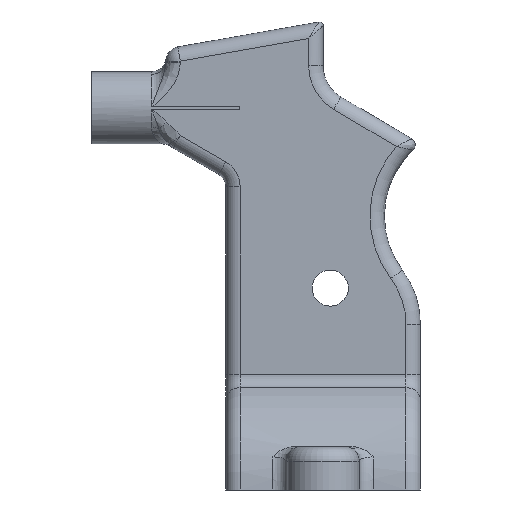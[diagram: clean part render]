
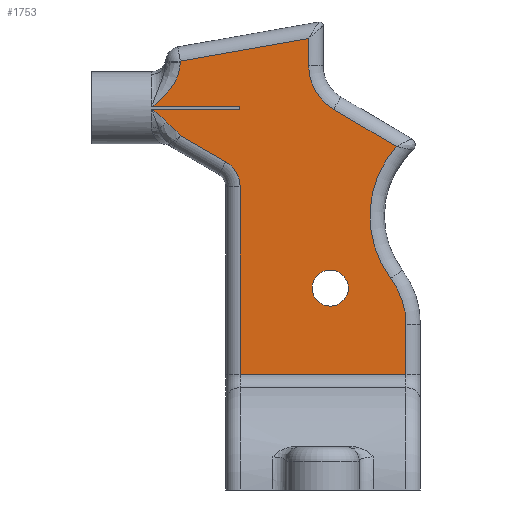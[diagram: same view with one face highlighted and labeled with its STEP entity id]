
A CAD part, front view. The second image highlights one B-rep face of the part: STEP entity #1753.
In plain terms, the highlighted planar face has unit normal (0, -1, 0).
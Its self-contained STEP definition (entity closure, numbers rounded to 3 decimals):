
#81=B_SPLINE_CURVE_WITH_KNOTS('',3,(#2940,#2941,#2942,#2943,#2944,#2945),
 .UNSPECIFIED.,.F.,.F.,(4,1,1,4),(0.,0.001,0.001,
0.003),.UNSPECIFIED.);
#82=B_SPLINE_CURVE_WITH_KNOTS('',3,(#2947,#2948,#2949,#2950,#2951),
 .UNSPECIFIED.,.F.,.F.,(4,1,4),(0.,0.001,0.003),
 .UNSPECIFIED.);
#83=B_SPLINE_CURVE_WITH_KNOTS('',3,(#2977,#2978,#2979,#2980,#2981,#2982,
#2983,#2984,#2985,#2986),.UNSPECIFIED.,.F.,.F.,(4,1,1,1,1,1,1,4),(0.,0.002,
0.004,0.005,0.006,0.007,
0.007,0.007),.UNSPECIFIED.);
#185=CIRCLE('',#1920,2.5);
#186=CIRCLE('',#1921,4.);
#187=CIRCLE('',#1922,10.5);
#188=CIRCLE('',#1923,14.5);
#189=CIRCLE('',#1924,7.);
#386=ORIENTED_EDGE('',*,*,#926,.F.);
#387=ORIENTED_EDGE('',*,*,#927,.T.);
#388=ORIENTED_EDGE('',*,*,#928,.T.);
#389=ORIENTED_EDGE('',*,*,#929,.T.);
#390=ORIENTED_EDGE('',*,*,#930,.T.);
#391=ORIENTED_EDGE('',*,*,#931,.T.);
#392=ORIENTED_EDGE('',*,*,#932,.T.);
#393=ORIENTED_EDGE('',*,*,#933,.T.);
#394=ORIENTED_EDGE('',*,*,#934,.T.);
#395=ORIENTED_EDGE('',*,*,#935,.T.);
#396=ORIENTED_EDGE('',*,*,#936,.T.);
#397=ORIENTED_EDGE('',*,*,#937,.T.);
#398=ORIENTED_EDGE('',*,*,#938,.T.);
#399=ORIENTED_EDGE('',*,*,#939,.T.);
#400=ORIENTED_EDGE('',*,*,#940,.T.);
#401=ORIENTED_EDGE('',*,*,#941,.T.);
#402=ORIENTED_EDGE('',*,*,#942,.T.);
#403=ORIENTED_EDGE('',*,*,#943,.T.);
#404=ORIENTED_EDGE('',*,*,#944,.F.);
#926=EDGE_CURVE('',#1193,#1193,#185,.T.);
#927=EDGE_CURVE('',#1194,#1195,#1311,.T.);
#928=EDGE_CURVE('',#1195,#1196,#81,.T.);
#929=EDGE_CURVE('',#1196,#1197,#82,.T.);
#930=EDGE_CURVE('',#1197,#1198,#1312,.F.);
#931=EDGE_CURVE('',#1198,#1199,#186,.F.);
#932=EDGE_CURVE('',#1199,#1200,#1313,.T.);
#933=EDGE_CURVE('',#1200,#1201,#1314,.T.);
#934=EDGE_CURVE('',#1201,#1202,#1315,.T.);
#935=EDGE_CURVE('',#1202,#1203,#187,.T.);
#936=EDGE_CURVE('',#1203,#1204,#188,.F.);
#937=EDGE_CURVE('',#1204,#1205,#1316,.F.);
#938=EDGE_CURVE('',#1205,#1206,#189,.F.);
#939=EDGE_CURVE('',#1206,#1207,#1317,.F.);
#940=EDGE_CURVE('',#1207,#1208,#1318,.T.);
#941=EDGE_CURVE('',#1208,#1209,#1319,.T.);
#942=EDGE_CURVE('',#1209,#1210,#83,.T.);
#943=EDGE_CURVE('',#1210,#1211,#1320,.F.);
#944=EDGE_CURVE('',#1194,#1211,#1321,.T.);
#1193=VERTEX_POINT('',#2936);
#1194=VERTEX_POINT('',#2938);
#1195=VERTEX_POINT('',#2939);
#1196=VERTEX_POINT('',#2946);
#1197=VERTEX_POINT('',#2952);
#1198=VERTEX_POINT('',#2954);
#1199=VERTEX_POINT('',#2956);
#1200=VERTEX_POINT('',#2958);
#1201=VERTEX_POINT('',#2960);
#1202=VERTEX_POINT('',#2962);
#1203=VERTEX_POINT('',#2964);
#1204=VERTEX_POINT('',#2966);
#1205=VERTEX_POINT('',#2968);
#1206=VERTEX_POINT('',#2970);
#1207=VERTEX_POINT('',#2972);
#1208=VERTEX_POINT('',#2974);
#1209=VERTEX_POINT('',#2976);
#1210=VERTEX_POINT('',#2987);
#1211=VERTEX_POINT('',#2989);
#1311=LINE('',#2937,#1406);
#1312=LINE('',#2953,#1407);
#1313=LINE('',#2957,#1408);
#1314=LINE('',#2959,#1409);
#1315=LINE('',#2961,#1410);
#1316=LINE('',#2967,#1411);
#1317=LINE('',#2971,#1412);
#1318=LINE('',#2973,#1413);
#1319=LINE('',#2975,#1414);
#1320=LINE('',#2988,#1415);
#1321=LINE('',#2990,#1416);
#1406=VECTOR('',#2268,1000.);
#1407=VECTOR('',#2269,1000.);
#1408=VECTOR('',#2272,1000.);
#1409=VECTOR('',#2273,1000.);
#1410=VECTOR('',#2274,1000.);
#1411=VECTOR('',#2279,1000.);
#1412=VECTOR('',#2282,1000.);
#1413=VECTOR('',#2283,1000.);
#1414=VECTOR('',#2284,1000.);
#1415=VECTOR('',#2285,1000.);
#1416=VECTOR('',#2286,1000.);
#1464=EDGE_LOOP('',(#386));
#1465=EDGE_LOOP('',(#387,#388,#389,#390,#391,#392,#393,#394,#395,#396,#397,
#398,#399,#400,#401,#402,#403,#404));
#1595=FACE_BOUND('',#1464,.T.);
#1596=FACE_BOUND('',#1465,.T.);
#1717=PLANE('',#1919);
#1753=ADVANCED_FACE('',(#1595,#1596),#1717,.T.);
#1919=AXIS2_PLACEMENT_3D('',#2934,#2264,#2265);
#1920=AXIS2_PLACEMENT_3D('',#2935,#2266,#2267);
#1921=AXIS2_PLACEMENT_3D('',#2955,#2270,#2271);
#1922=AXIS2_PLACEMENT_3D('',#2963,#2275,#2276);
#1923=AXIS2_PLACEMENT_3D('',#2965,#2277,#2278);
#1924=AXIS2_PLACEMENT_3D('',#2969,#2280,#2281);
#2264=DIRECTION('',(0.,-1.,0.));
#2265=DIRECTION('',(0.,0.,-1.));
#2266=DIRECTION('',(0.,-1.,0.));
#2267=DIRECTION('',(0.,0.,-1.));
#2268=DIRECTION('',(-1.,0.,0.));
#2269=DIRECTION('',(-0.866,0.,0.5));
#2270=DIRECTION('',(0.,-1.,0.));
#2271=DIRECTION('',(0.,0.,-1.));
#2272=DIRECTION('',(0.,0.,-1.));
#2273=DIRECTION('',(1.,0.,0.));
#2274=DIRECTION('',(0.,0.,1.));
#2275=DIRECTION('',(0.,-1.,0.));
#2276=DIRECTION('',(0.,0.,-1.));
#2277=DIRECTION('',(0.,-1.,0.));
#2278=DIRECTION('',(0.,0.,-1.));
#2279=DIRECTION('',(0.861,0.,-0.509));
#2280=DIRECTION('',(0.,-1.,0.));
#2281=DIRECTION('',(0.,0.,-1.));
#2282=DIRECTION('',(0.,0.,-1.));
#2283=DIRECTION('',(-0.985,0.,-0.174));
#2284=DIRECTION('',(0.,0.,-1.));
#2285=DIRECTION('',(-1.,0.,0.));
#2286=DIRECTION('',(0.,0.,1.));
#2934=CARTESIAN_POINT('',(0.,-5.,0.));
#2935=CARTESIAN_POINT('',(1.,-5.,-4.5));
#2936=CARTESIAN_POINT('',(1.,-5.,-7.));
#2937=CARTESIAN_POINT('',(-11.536,-5.,20.276));
#2938=CARTESIAN_POINT('',(-11.536,-5.,20.276));
#2939=CARTESIAN_POINT('',(-23.637,-5.,20.276));
#2940=CARTESIAN_POINT('',(-23.637,-5.,20.276));
#2941=CARTESIAN_POINT('',(-23.446,-5.,20.172));
#2942=CARTESIAN_POINT('',(-23.12,-5.,19.878));
#2943=CARTESIAN_POINT('',(-22.467,-5.,19.31));
#2944=CARTESIAN_POINT('',(-22.006,-5.,18.849));
#2945=CARTESIAN_POINT('',(-21.715,-5.,18.526));
#2946=CARTESIAN_POINT('',(-21.715,-5.,18.526));
#2947=CARTESIAN_POINT('',(-21.715,-5.,18.526));
#2948=CARTESIAN_POINT('',(-21.414,-5.,18.192));
#2949=CARTESIAN_POINT('',(-20.698,-5.,17.647));
#2950=CARTESIAN_POINT('',(-20.078,-5.,17.001));
#2951=CARTESIAN_POINT('',(-19.8,-5.,16.65));
#2952=CARTESIAN_POINT('',(-19.8,-5.,16.65));
#2953=CARTESIAN_POINT('',(-13.5,-5.,13.012));
#2954=CARTESIAN_POINT('',(-13.5,-5.,13.012));
#2955=CARTESIAN_POINT('',(-15.5,-5.,9.548));
#2956=CARTESIAN_POINT('',(-11.5,-5.,9.548));
#2957=CARTESIAN_POINT('',(-11.5,-5.,-16.461));
#2958=CARTESIAN_POINT('',(-11.5,-5.,-16.461));
#2959=CARTESIAN_POINT('',(0.,-5.,-16.461));
#2960=CARTESIAN_POINT('',(11.5,-5.,-16.461));
#2961=CARTESIAN_POINT('',(11.5,-5.,-9.498));
#2962=CARTESIAN_POINT('',(11.5,-5.,-9.498));
#2963=CARTESIAN_POINT('',(1.,-5.,-9.498));
#2964=CARTESIAN_POINT('',(9.401,-5.,-3.2));
#2965=CARTESIAN_POINT('',(21.003,-5.,5.498));
#2966=CARTESIAN_POINT('',(10.173,-5.,15.139));
#2967=CARTESIAN_POINT('',(1.436,-5.,20.307));
#2968=CARTESIAN_POINT('',(1.436,-5.,20.307));
#2969=CARTESIAN_POINT('',(5.,-5.,26.332));
#2970=CARTESIAN_POINT('',(-2.,-5.,26.332));
#2971=CARTESIAN_POINT('',(-2.,-5.,31.904));
#2972=CARTESIAN_POINT('',(-2.,-5.,30.116));
#2973=CARTESIAN_POINT('',(-5.211,-5.,29.55));
#2974=CARTESIAN_POINT('',(-19.8,-5.,26.978));
#2975=CARTESIAN_POINT('',(-19.8,-5.,0.));
#2976=CARTESIAN_POINT('',(-19.8,-5.,26.83));
#2977=CARTESIAN_POINT('',(-19.8,-5.,26.83));
#2978=CARTESIAN_POINT('',(-19.8,-5.,26.201));
#2979=CARTESIAN_POINT('',(-20.043,-5.,24.966));
#2980=CARTESIAN_POINT('',(-20.793,-5.,23.597));
#2981=CARTESIAN_POINT('',(-21.571,-5.,22.616));
#2982=CARTESIAN_POINT('',(-22.214,-5.,21.939));
#2983=CARTESIAN_POINT('',(-22.784,-5.,21.405));
#2984=CARTESIAN_POINT('',(-23.26,-5.,21.001));
#2985=CARTESIAN_POINT('',(-23.498,-5.,20.8));
#2986=CARTESIAN_POINT('',(-23.637,-5.,20.724));
#2987=CARTESIAN_POINT('',(-23.637,-5.,20.724));
#2988=CARTESIAN_POINT('',(-11.536,-5.,20.724));
#2989=CARTESIAN_POINT('',(-11.536,-5.,20.724));
#2990=CARTESIAN_POINT('',(-11.536,-5.,0.));
